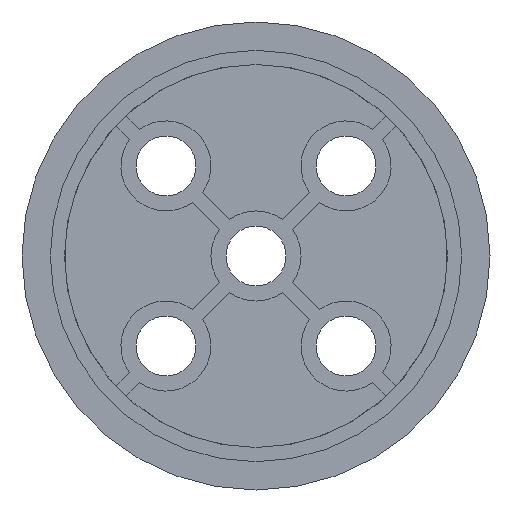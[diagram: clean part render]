
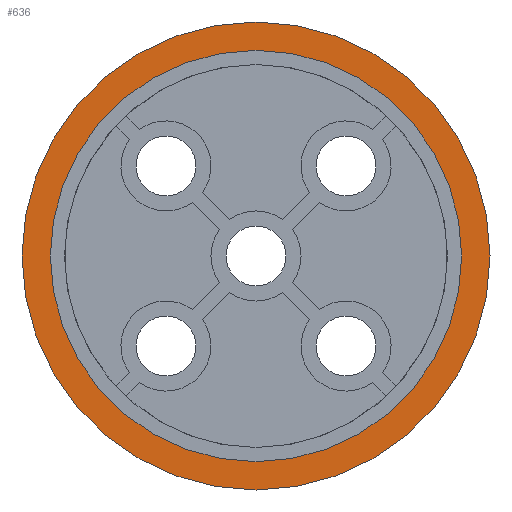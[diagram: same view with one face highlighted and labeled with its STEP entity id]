
A CAD part, front view. The second image highlights one B-rep face of the part: STEP entity #636.
In plain terms, the highlighted planar face has unit normal (0, -1, 0).
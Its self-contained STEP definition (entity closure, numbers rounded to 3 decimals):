
#28 = DIRECTION ( 'NONE',  ( 0., 0., 1. ) ) ;
#70 = AXIS2_PLACEMENT_3D ( 'NONE', #668, #663, #649 ) ;
#165 = FACE_OUTER_BOUND ( 'NONE', #1102, .T. ) ;
#174 = FACE_BOUND ( 'NONE', #3077, .T. ) ;
#227 = AXIS2_PLACEMENT_3D ( 'NONE', #564, #2352, #2104 ) ;
#251 = AXIS2_PLACEMENT_3D ( 'NONE', #2081, #2327, #2557 ) ;
#255 = AXIS2_PLACEMENT_3D ( 'NONE', #1536, #1788, #28 ) ;
#388 = EDGE_CURVE ( 'NONE', #2526, #1329, #441, .T. ) ;
#394 = EDGE_CURVE ( 'NONE', #2562, #2845, #437, .T. ) ;
#399 = CIRCLE ( 'NONE', #227, 16.5 ) ;
#437 = CIRCLE ( 'NONE', #251, 14.5 ) ;
#439 = EDGE_CURVE ( 'NONE', #1329, #2526, #399, .T. ) ;
#441 = CIRCLE ( 'NONE', #255, 16.5 ) ;
#564 = CARTESIAN_POINT ( 'NONE',  ( 0., -1., 0. ) ) ;
#636 = ADVANCED_FACE ( 'NONE', ( #165, #174 ), #1028, .F. ) ;
#649 = DIRECTION ( 'NONE',  ( 0., 0., 1. ) ) ;
#663 = DIRECTION ( 'NONE',  ( 0., -1., 0. ) ) ;
#668 = CARTESIAN_POINT ( 'NONE',  ( 0., -1., 0. ) ) ;
#724 = ORIENTED_EDGE ( 'NONE', *, *, #394, .F. ) ;
#863 = AXIS2_PLACEMENT_3D ( 'NONE', #1071, #2744, #961 ) ;
#961 = DIRECTION ( 'NONE',  ( 0., 0., 1. ) ) ;
#985 = ORIENTED_EDGE ( 'NONE', *, *, #1172, .F. ) ;
#1028 = PLANE ( 'NONE',  #863 ) ;
#1071 = CARTESIAN_POINT ( 'NONE',  ( 0., -1., 0. ) ) ;
#1102 = EDGE_LOOP ( 'NONE', ( #3253, #3202 ) ) ;
#1172 = EDGE_CURVE ( 'NONE', #2845, #2562, #3032, .T. ) ;
#1285 = CARTESIAN_POINT ( 'NONE',  ( 0., -1., 16.5 ) ) ;
#1329 = VERTEX_POINT ( 'NONE', #1285 ) ;
#1536 = CARTESIAN_POINT ( 'NONE',  ( 0., -1., 0. ) ) ;
#1744 = CARTESIAN_POINT ( 'NONE',  ( 0., -1., -14.5 ) ) ;
#1788 = DIRECTION ( 'NONE',  ( 0., 1., 0. ) ) ;
#1999 = CARTESIAN_POINT ( 'NONE',  ( 0., -1., 14.5 ) ) ;
#2081 = CARTESIAN_POINT ( 'NONE',  ( 0., -1., 0. ) ) ;
#2104 = DIRECTION ( 'NONE',  ( 0., 0., 1. ) ) ;
#2327 = DIRECTION ( 'NONE',  ( 0., -1., 0. ) ) ;
#2352 = DIRECTION ( 'NONE',  ( 0., 1., 0. ) ) ;
#2526 = VERTEX_POINT ( 'NONE', #2997 ) ;
#2557 = DIRECTION ( 'NONE',  ( 0., 0., 1. ) ) ;
#2562 = VERTEX_POINT ( 'NONE', #1999 ) ;
#2744 = DIRECTION ( 'NONE',  ( 0., 1., 0. ) ) ;
#2845 = VERTEX_POINT ( 'NONE', #1744 ) ;
#2997 = CARTESIAN_POINT ( 'NONE',  ( 0., -1., -16.5 ) ) ;
#3032 = CIRCLE ( 'NONE', #70, 14.5 ) ;
#3077 = EDGE_LOOP ( 'NONE', ( #985, #724 ) ) ;
#3202 = ORIENTED_EDGE ( 'NONE', *, *, #439, .F. ) ;
#3253 = ORIENTED_EDGE ( 'NONE', *, *, #388, .F. ) ;
